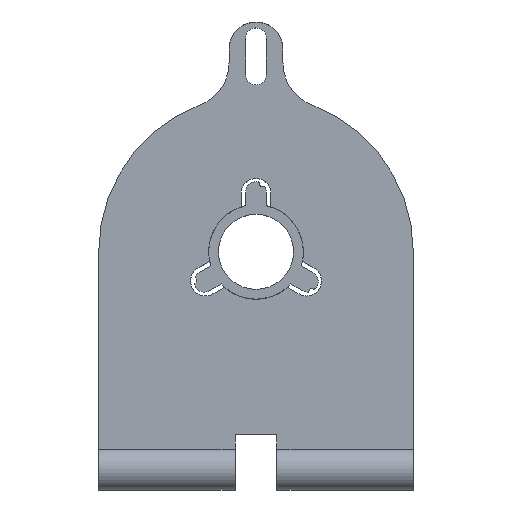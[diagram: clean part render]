
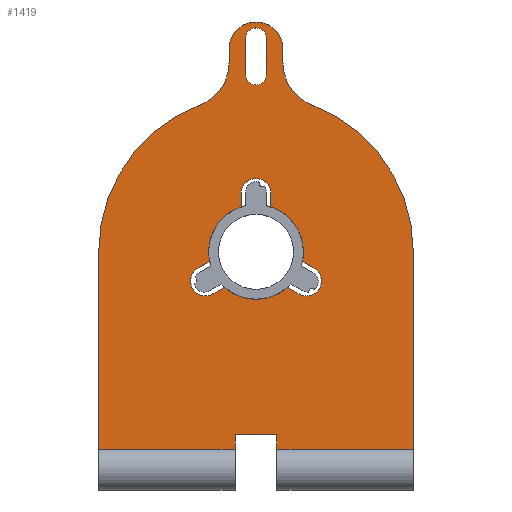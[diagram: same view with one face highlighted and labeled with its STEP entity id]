
A CAD part, top view. The second image highlights one B-rep face of the part: STEP entity #1419.
In plain terms, the highlighted planar face has unit normal (0, 0, 1).
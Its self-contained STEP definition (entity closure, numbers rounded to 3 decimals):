
#343 = VERTEX_POINT('',#344);
#344 = CARTESIAN_POINT('',(33.833,121.569,5.));
#350 = EDGE_CURVE('',#343,#351,#353,.T.);
#351 = VERTEX_POINT('',#352);
#352 = CARTESIAN_POINT('',(0.,72.5,5.));
#353 = CIRCLE('',#354,52.5);
#354 = AXIS2_PLACEMENT_3D('',#355,#356,#357);
#355 = CARTESIAN_POINT('',(52.5,72.5,5.));
#356 = DIRECTION('',(0.,0.,1.));
#357 = DIRECTION('',(1.,0.,0.));
#374 = VERTEX_POINT('',#375);
#375 = CARTESIAN_POINT('',(0.,6.538,5.));
#382 = EDGE_CURVE('',#374,#351,#383,.T.);
#383 = LINE('',#384,#385);
#384 = CARTESIAN_POINT('',(0.,0.,5.));
#385 = VECTOR('',#386,1.);
#386 = DIRECTION('',(0.,1.,0.));
#410 = VERTEX_POINT('',#411);
#411 = CARTESIAN_POINT('',(45.5,6.538,5.));
#418 = EDGE_CURVE('',#374,#410,#419,.T.);
#419 = LINE('',#420,#421);
#420 = CARTESIAN_POINT('',(105.,6.538,5.));
#421 = VECTOR('',#422,1.);
#422 = DIRECTION('',(1.,0.,0.));
#436 = VERTEX_POINT('',#437);
#437 = CARTESIAN_POINT('',(45.5,11.538,5.));
#443 = EDGE_CURVE('',#410,#436,#444,.T.);
#444 = LINE('',#445,#446);
#445 = CARTESIAN_POINT('',(45.5,6.538,5.));
#446 = VECTOR('',#447,1.);
#447 = DIRECTION('',(0.,1.,0.));
#463 = EDGE_CURVE('',#436,#464,#466,.T.);
#464 = VERTEX_POINT('',#465);
#465 = CARTESIAN_POINT('',(59.5,11.538,5.));
#466 = LINE('',#467,#468);
#467 = CARTESIAN_POINT('',(105.,11.538,5.));
#468 = VECTOR('',#469,1.);
#469 = DIRECTION('',(1.,0.,0.));
#487 = EDGE_CURVE('',#488,#464,#490,.T.);
#488 = VERTEX_POINT('',#489);
#489 = CARTESIAN_POINT('',(59.5,6.538,5.));
#490 = LINE('',#491,#492);
#491 = CARTESIAN_POINT('',(59.5,6.538,5.));
#492 = VECTOR('',#493,1.);
#493 = DIRECTION('',(0.,1.,0.));
#512 = VERTEX_POINT('',#513);
#513 = CARTESIAN_POINT('',(105.,6.538,5.));
#520 = EDGE_CURVE('',#488,#512,#521,.T.);
#521 = LINE('',#522,#523);
#522 = CARTESIAN_POINT('',(105.,6.538,5.));
#523 = VECTOR('',#524,1.);
#524 = DIRECTION('',(1.,0.,0.));
#545 = VERTEX_POINT('',#546);
#546 = CARTESIAN_POINT('',(105.,72.5,5.));
#552 = EDGE_CURVE('',#545,#512,#553,.T.);
#553 = LINE('',#554,#555);
#554 = CARTESIAN_POINT('',(105.,72.5,5.));
#555 = VECTOR('',#556,1.);
#556 = DIRECTION('',(0.,-1.,0.));
#579 = EDGE_CURVE('',#545,#580,#582,.T.);
#580 = VERTEX_POINT('',#581);
#581 = CARTESIAN_POINT('',(71.167,121.569,5.));
#582 = CIRCLE('',#583,52.5);
#583 = AXIS2_PLACEMENT_3D('',#584,#585,#586);
#584 = CARTESIAN_POINT('',(52.5,72.5,5.));
#585 = DIRECTION('',(0.,0.,1.));
#586 = DIRECTION('',(1.,0.,0.));
#602 = EDGE_CURVE('',#580,#603,#605,.T.);
#603 = VERTEX_POINT('',#604);
#604 = CARTESIAN_POINT('',(61.5,135.589,5.));
#605 = CIRCLE('',#606,15.);
#606 = AXIS2_PLACEMENT_3D('',#607,#608,#609);
#607 = CARTESIAN_POINT('',(76.5,135.589,5.));
#608 = DIRECTION('',(0.,0.,-1.));
#609 = DIRECTION('',(0.,1.,0.));
#714 = EDGE_CURVE('',#715,#717,#719,.T.);
#715 = VERTEX_POINT('',#716);
#716 = CARTESIAN_POINT('',(61.5,140.223,5.));
#717 = VERTEX_POINT('',#718);
#718 = CARTESIAN_POINT('',(43.5,140.223,5.));
#719 = CIRCLE('',#720,9.);
#720 = AXIS2_PLACEMENT_3D('',#721,#722,#723);
#721 = CARTESIAN_POINT('',(52.5,140.223,5.));
#722 = DIRECTION('',(0.,0.,1.));
#723 = DIRECTION('',(1.,0.,0.));
#847 = EDGE_CURVE('',#343,#848,#850,.T.);
#848 = VERTEX_POINT('',#849);
#849 = CARTESIAN_POINT('',(43.5,135.589,5.));
#850 = CIRCLE('',#851,15.);
#851 = AXIS2_PLACEMENT_3D('',#852,#853,#854);
#852 = CARTESIAN_POINT('',(28.5,135.589,5.));
#853 = DIRECTION('',(0.,-0.,1.));
#854 = DIRECTION('',(0.,1.,0.));
#872 = EDGE_CURVE('',#873,#875,#877,.T.);
#873 = VERTEX_POINT('',#874);
#874 = CARTESIAN_POINT('',(66.871,58.425,5.));
#875 = VERTEX_POINT('',#876);
#876 = CARTESIAN_POINT('',(62.977,60.673,5.));
#877 = LINE('',#878,#879);
#878 = CARTESIAN_POINT('',(66.871,58.425,5.));
#879 = VECTOR('',#880,1.);
#880 = DIRECTION('',(-0.866,0.5,0.));
#906 = VERTEX_POINT('',#907);
#907 = CARTESIAN_POINT('',(71.871,67.085,5.));
#913 = EDGE_CURVE('',#873,#906,#914,.T.);
#914 = CIRCLE('',#915,5.);
#915 = AXIS2_PLACEMENT_3D('',#916,#917,#918);
#916 = CARTESIAN_POINT('',(69.371,62.755,5.));
#917 = DIRECTION('',(0.,0.,1.));
#918 = DIRECTION('',(-0.5,-0.866,0.));
#928 = EDGE_CURVE('',#929,#875,#931,.T.);
#929 = VERTEX_POINT('',#930);
#930 = CARTESIAN_POINT('',(42.015,60.68,5.));
#931 = CIRCLE('',#932,15.8);
#932 = AXIS2_PLACEMENT_3D('',#933,#934,#935);
#933 = CARTESIAN_POINT('',(52.5,72.5,5.));
#934 = DIRECTION('',(0.,0.,1.));
#935 = DIRECTION('',(1.,0.,0.));
#945 = VERTEX_POINT('',#946);
#946 = CARTESIAN_POINT('',(37.02,69.334,5.));
#952 = EDGE_CURVE('',#953,#945,#955,.T.);
#953 = VERTEX_POINT('',#954);
#954 = CARTESIAN_POINT('',(47.5,87.488,5.));
#955 = CIRCLE('',#956,15.8);
#956 = AXIS2_PLACEMENT_3D('',#957,#958,#959);
#957 = CARTESIAN_POINT('',(52.5,72.5,5.));
#958 = DIRECTION('',(0.,0.,1.));
#959 = DIRECTION('',(1.,0.,0.));
#969 = VERTEX_POINT('',#970);
#970 = CARTESIAN_POINT('',(57.5,87.488,5.));
#976 = EDGE_CURVE('',#977,#969,#979,.T.);
#977 = VERTEX_POINT('',#978);
#978 = CARTESIAN_POINT('',(68.3,72.5,5.));
#979 = CIRCLE('',#980,15.8);
#980 = AXIS2_PLACEMENT_3D('',#981,#982,#983);
#981 = CARTESIAN_POINT('',(52.5,72.5,5.));
#982 = DIRECTION('',(0.,0.,1.));
#983 = DIRECTION('',(1.,0.,0.));
#1102 = EDGE_CURVE('',#1103,#977,#1105,.T.);
#1103 = VERTEX_POINT('',#1104);
#1104 = CARTESIAN_POINT('',(67.979,69.333,5.));
#1105 = CIRCLE('',#1106,15.8);
#1106 = AXIS2_PLACEMENT_3D('',#1107,#1108,#1109);
#1107 = CARTESIAN_POINT('',(52.5,72.5,5.));
#1108 = DIRECTION('',(0.,0.,1.));
#1109 = DIRECTION('',(1.,0.,0.));
#1127 = EDGE_CURVE('',#1103,#906,#1128,.T.);
#1128 = LINE('',#1129,#1130);
#1129 = CARTESIAN_POINT('',(67.974,69.335,5.));
#1130 = VECTOR('',#1131,1.);
#1131 = DIRECTION('',(0.866,-0.5,0.));
#1170 = VERTEX_POINT('',#1171);
#1171 = CARTESIAN_POINT('',(57.5,91.988,5.));
#1179 = EDGE_CURVE('',#1170,#969,#1180,.T.);
#1180 = LINE('',#1181,#1182);
#1181 = CARTESIAN_POINT('',(57.5,91.988,5.));
#1182 = VECTOR('',#1183,1.);
#1183 = DIRECTION('',(0.,-1.,0.));
#1196 = VERTEX_POINT('',#1197);
#1197 = CARTESIAN_POINT('',(47.5,91.988,5.));
#1203 = EDGE_CURVE('',#953,#1196,#1204,.T.);
#1204 = LINE('',#1205,#1206);
#1205 = CARTESIAN_POINT('',(47.5,87.488,5.));
#1206 = VECTOR('',#1207,1.);
#1207 = DIRECTION('',(0.,1.,0.));
#1220 = EDGE_CURVE('',#1170,#1196,#1221,.T.);
#1221 = CIRCLE('',#1222,5.);
#1222 = AXIS2_PLACEMENT_3D('',#1223,#1224,#1225);
#1223 = CARTESIAN_POINT('',(52.5,91.988,5.));
#1224 = DIRECTION('',(0.,0.,1.));
#1225 = DIRECTION('',(1.,0.,0.));
#1235 = EDGE_CURVE('',#1236,#945,#1238,.T.);
#1236 = VERTEX_POINT('',#1237);
#1237 = CARTESIAN_POINT('',(37.017,69.341,5.));
#1238 = LINE('',#1239,#1240);
#1239 = CARTESIAN_POINT('',(37.017,69.341,5.));
#1240 = VECTOR('',#1241,1.);
#1241 = DIRECTION('',(0.5,-0.866,0.));
#1260 = VERTEX_POINT('',#1261);
#1261 = CARTESIAN_POINT('',(33.119,67.091,5.));
#1269 = EDGE_CURVE('',#1260,#1236,#1270,.T.);
#1270 = LINE('',#1271,#1272);
#1271 = CARTESIAN_POINT('',(33.119,67.091,5.));
#1272 = VECTOR('',#1273,1.);
#1273 = DIRECTION('',(0.866,0.5,0.));
#1286 = VERTEX_POINT('',#1287);
#1287 = CARTESIAN_POINT('',(38.119,58.431,5.));
#1293 = EDGE_CURVE('',#1260,#1286,#1294,.T.);
#1294 = CIRCLE('',#1295,5.);
#1295 = AXIS2_PLACEMENT_3D('',#1296,#1297,#1298);
#1296 = CARTESIAN_POINT('',(35.619,62.761,5.));
#1297 = DIRECTION('',(0.,0.,1.));
#1298 = DIRECTION('',(-0.5,0.866,0.));
#1308 = EDGE_CURVE('',#929,#1286,#1309,.T.);
#1309 = LINE('',#1310,#1311);
#1310 = CARTESIAN_POINT('',(42.017,60.681,5.));
#1311 = VECTOR('',#1312,1.);
#1312 = DIRECTION('',(-0.866,-0.5,0.));
#1326 = VERTEX_POINT('',#1327);
#1327 = CARTESIAN_POINT('',(56.,143.723,5.));
#1335 = VERTEX_POINT('',#1336);
#1336 = CARTESIAN_POINT('',(56.,131.723,5.));
#1342 = EDGE_CURVE('',#1326,#1335,#1343,.T.);
#1343 = LINE('',#1344,#1345);
#1344 = CARTESIAN_POINT('',(56.,143.723,5.));
#1345 = VECTOR('',#1346,1.);
#1346 = DIRECTION('',(0.,-1.,0.));
#1359 = VERTEX_POINT('',#1360);
#1360 = CARTESIAN_POINT('',(49.,143.723,5.));
#1366 = EDGE_CURVE('',#1326,#1359,#1367,.T.);
#1367 = CIRCLE('',#1368,3.5);
#1368 = AXIS2_PLACEMENT_3D('',#1369,#1370,#1371);
#1369 = CARTESIAN_POINT('',(52.5,143.723,5.));
#1370 = DIRECTION('',(0.,0.,1.));
#1371 = DIRECTION('',(1.,0.,0.));
#1382 = VERTEX_POINT('',#1383);
#1383 = CARTESIAN_POINT('',(49.,131.723,5.));
#1391 = EDGE_CURVE('',#1382,#1335,#1392,.T.);
#1392 = CIRCLE('',#1393,3.5);
#1393 = AXIS2_PLACEMENT_3D('',#1394,#1395,#1396);
#1394 = CARTESIAN_POINT('',(52.5,131.723,5.));
#1395 = DIRECTION('',(0.,0.,1.));
#1396 = DIRECTION('',(1.,0.,0.));
#1409 = EDGE_CURVE('',#1359,#1382,#1410,.T.);
#1410 = LINE('',#1411,#1412);
#1411 = CARTESIAN_POINT('',(49.,143.723,5.));
#1412 = VECTOR('',#1413,1.);
#1413 = DIRECTION('',(0.,-1.,0.));
#1419 = ADVANCED_FACE('',(#1420,#1446,#1462),#1468,.T.);
#1420 = FACE_BOUND('',#1421,.T.);
#1421 = EDGE_LOOP('',(#1422,#1423,#1424,#1425,#1426,#1427,#1428,#1429,
    #1430,#1431,#1432,#1433,#1439,#1440));
#1422 = ORIENTED_EDGE('',*,*,#847,.F.);
#1423 = ORIENTED_EDGE('',*,*,#350,.T.);
#1424 = ORIENTED_EDGE('',*,*,#382,.F.);
#1425 = ORIENTED_EDGE('',*,*,#418,.T.);
#1426 = ORIENTED_EDGE('',*,*,#443,.T.);
#1427 = ORIENTED_EDGE('',*,*,#463,.T.);
#1428 = ORIENTED_EDGE('',*,*,#487,.F.);
#1429 = ORIENTED_EDGE('',*,*,#520,.T.);
#1430 = ORIENTED_EDGE('',*,*,#552,.F.);
#1431 = ORIENTED_EDGE('',*,*,#579,.T.);
#1432 = ORIENTED_EDGE('',*,*,#602,.T.);
#1433 = ORIENTED_EDGE('',*,*,#1434,.F.);
#1434 = EDGE_CURVE('',#715,#603,#1435,.T.);
#1435 = LINE('',#1436,#1437);
#1436 = CARTESIAN_POINT('',(61.5,140.223,5.));
#1437 = VECTOR('',#1438,1.);
#1438 = DIRECTION('',(0.,-1.,0.));
#1439 = ORIENTED_EDGE('',*,*,#714,.T.);
#1440 = ORIENTED_EDGE('',*,*,#1441,.F.);
#1441 = EDGE_CURVE('',#848,#717,#1442,.T.);
#1442 = LINE('',#1443,#1444);
#1443 = CARTESIAN_POINT('',(43.5,124.223,5.));
#1444 = VECTOR('',#1445,1.);
#1445 = DIRECTION('',(0.,1.,0.));
#1446 = FACE_BOUND('',#1447,.T.);
#1447 = EDGE_LOOP('',(#1448,#1449,#1450,#1451,#1452,#1453,#1454,#1455,
    #1456,#1457,#1458,#1459,#1460,#1461));
#1448 = ORIENTED_EDGE('',*,*,#976,.F.);
#1449 = ORIENTED_EDGE('',*,*,#1102,.F.);
#1450 = ORIENTED_EDGE('',*,*,#1127,.T.);
#1451 = ORIENTED_EDGE('',*,*,#913,.F.);
#1452 = ORIENTED_EDGE('',*,*,#872,.T.);
#1453 = ORIENTED_EDGE('',*,*,#928,.F.);
#1454 = ORIENTED_EDGE('',*,*,#1308,.T.);
#1455 = ORIENTED_EDGE('',*,*,#1293,.F.);
#1456 = ORIENTED_EDGE('',*,*,#1269,.T.);
#1457 = ORIENTED_EDGE('',*,*,#1235,.T.);
#1458 = ORIENTED_EDGE('',*,*,#952,.F.);
#1459 = ORIENTED_EDGE('',*,*,#1203,.T.);
#1460 = ORIENTED_EDGE('',*,*,#1220,.F.);
#1461 = ORIENTED_EDGE('',*,*,#1179,.T.);
#1462 = FACE_BOUND('',#1463,.T.);
#1463 = EDGE_LOOP('',(#1464,#1465,#1466,#1467));
#1464 = ORIENTED_EDGE('',*,*,#1366,.F.);
#1465 = ORIENTED_EDGE('',*,*,#1342,.T.);
#1466 = ORIENTED_EDGE('',*,*,#1391,.F.);
#1467 = ORIENTED_EDGE('',*,*,#1409,.F.);
#1468 = PLANE('',#1469);
#1469 = AXIS2_PLACEMENT_3D('',#1470,#1471,#1472);
#1470 = CARTESIAN_POINT('',(52.5,65.811,5.));
#1471 = DIRECTION('',(0.,0.,1.));
#1472 = DIRECTION('',(1.,0.,0.));
